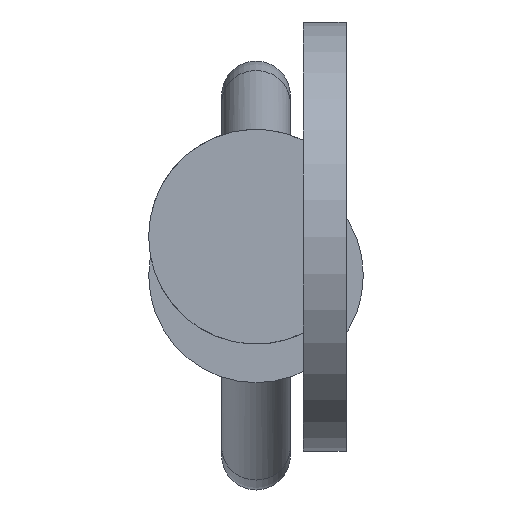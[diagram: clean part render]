
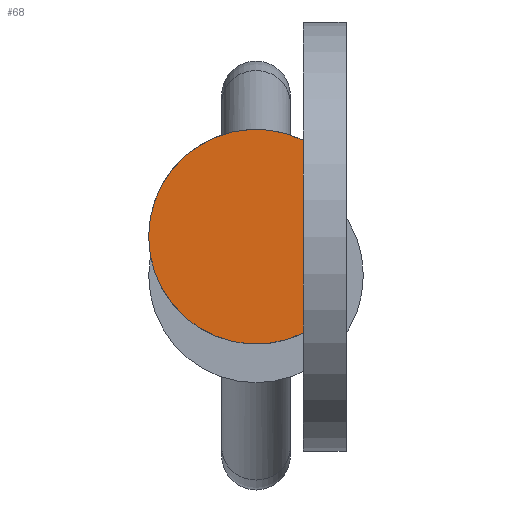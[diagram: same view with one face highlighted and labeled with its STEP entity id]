
A CAD part, left-side view. The second image highlights one B-rep face of the part: STEP entity #68.
In plain terms, the highlighted planar face has unit normal (-1, 0, 0).
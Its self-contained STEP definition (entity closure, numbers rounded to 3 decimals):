
#68 = ADVANCED_FACE( '', ( #146 ), #147, .F. );
#146 = FACE_OUTER_BOUND( '', #226, .T. );
#147 = PLANE( '', #227 );
#226 = EDGE_LOOP( '', ( #357, #358 ) );
#227 = AXIS2_PLACEMENT_3D( '', #359, #360, #361 );
#357 = ORIENTED_EDGE( '', *, *, #428, .F. );
#358 = ORIENTED_EDGE( '', *, *, #443, .F. );
#359 = CARTESIAN_POINT( '', ( 8., -1.1, -1.02 ) );
#360 = DIRECTION( '', ( 1., 0., 0. ) );
#361 = DIRECTION( '', ( 0., 0., -1. ) );
#428 = EDGE_CURVE( '', #496, #498, #499, .T. );
#443 = EDGE_CURVE( '', #498, #496, #522, .T. );
#496 = VERTEX_POINT( '', #583 );
#498 = VERTEX_POINT( '', #586 );
#499 = LINE( '', #587, #588 );
#522 = CIRCLE( '', #618, 2.5 );
#583 = CARTESIAN_POINT( '', ( 8., -1.1, 2.245 ) );
#586 = CARTESIAN_POINT( '', ( 8., -1.1, -2.245 ) );
#587 = CARTESIAN_POINT( '', ( 8., -1.1, 2.5 ) );
#588 = VECTOR( '', #689, 1000. );
#618 = AXIS2_PLACEMENT_3D( '', #709, #710, #711 );
#689 = DIRECTION( '', ( 0., 0., -1. ) );
#709 = CARTESIAN_POINT( '', ( 8., 0., 0. ) );
#710 = DIRECTION( '', ( 1., 0., 0. ) );
#711 = DIRECTION( '', ( 0., 0., -1. ) );
